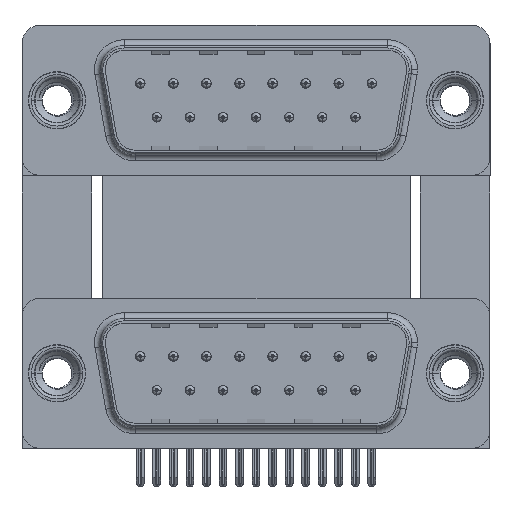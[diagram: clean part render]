
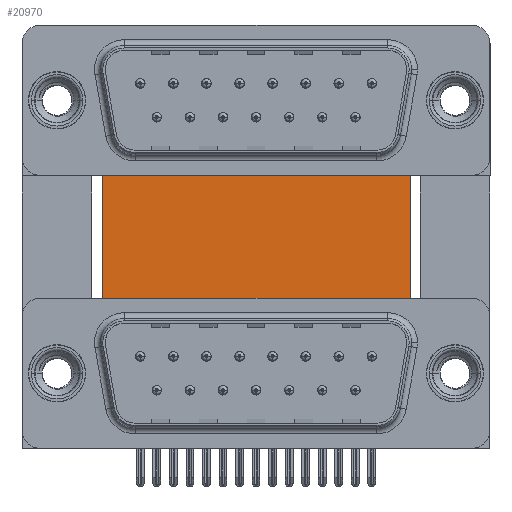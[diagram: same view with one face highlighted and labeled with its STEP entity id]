
A CAD part, top view. The second image highlights one B-rep face of the part: STEP entity #20970.
In plain terms, the highlighted planar face has unit normal (0, 0, 1).
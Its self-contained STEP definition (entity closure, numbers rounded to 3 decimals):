
#1389 = CARTESIAN_POINT ( 'NONE',  ( 3.79, -3.735, -12. ) ) ;
#2541 = ORIENTED_EDGE ( 'NONE', *, *, #10398, .T. ) ;
#2585 = CARTESIAN_POINT ( 'NONE',  ( 29.58, 16.585, -12. ) ) ;
#3413 = VECTOR ( 'NONE', #7734, 1000. ) ;
#3495 = DIRECTION ( 'NONE',  ( 0., 0., -1. ) ) ;
#5581 = ORIENTED_EDGE ( 'NONE', *, *, #33043, .F. ) ;
#5831 = LINE ( 'NONE', #28792, #3413 ) ;
#7226 = CARTESIAN_POINT ( 'NONE',  ( 29.58, -3.735, -12. ) ) ;
#7734 = DIRECTION ( 'NONE',  ( 1., 0., 0. ) ) ;
#9180 = VECTOR ( 'NONE', #9211, 1000. ) ;
#9211 = DIRECTION ( 'NONE',  ( 1., 0., 0. ) ) ;
#9494 = DIRECTION ( 'NONE',  ( 0., -1., 0. ) ) ;
#9545 = LINE ( 'NONE', #24782, #9180 ) ;
#10398 = EDGE_CURVE ( 'NONE', #10720, #22950, #12395, .T. ) ;
#10720 = VERTEX_POINT ( 'NONE', #11175 ) ;
#11175 = CARTESIAN_POINT ( 'NONE',  ( 3.79, 16.585, -12. ) ) ;
#11365 = EDGE_LOOP ( 'NONE', ( #27737, #5581, #11927, #2541 ) ) ;
#11694 = VERTEX_POINT ( 'NONE', #7226 ) ;
#11927 = ORIENTED_EDGE ( 'NONE', *, *, #20451, .F. ) ;
#12078 = DIRECTION ( 'NONE',  ( -1., 0., 0. ) ) ;
#12395 = LINE ( 'NONE', #12737, #33641 ) ;
#12737 = CARTESIAN_POINT ( 'NONE',  ( 3.79, 16.585, -12. ) ) ;
#13692 = LINE ( 'NONE', #19476, #19270 ) ;
#14151 = PLANE ( 'NONE',  #25065 ) ;
#14194 = DIRECTION ( 'NONE',  ( 0., -1., 0. ) ) ;
#19270 = VECTOR ( 'NONE', #14194, 1000. ) ;
#19429 = CARTESIAN_POINT ( 'NONE',  ( 3.79, 16.585, -12. ) ) ;
#19476 = CARTESIAN_POINT ( 'NONE',  ( 29.58, 16.585, -12. ) ) ;
#20451 = EDGE_CURVE ( 'NONE', #10720, #24573, #9545, .T. ) ;
#20970 = ADVANCED_FACE ( 'NONE', ( #29531 ), #14151, .F. ) ;
#22950 = VERTEX_POINT ( 'NONE', #1389 ) ;
#24573 = VERTEX_POINT ( 'NONE', #2585 ) ;
#24782 = CARTESIAN_POINT ( 'NONE',  ( 3.79, 16.585, -12. ) ) ;
#25065 = AXIS2_PLACEMENT_3D ( 'NONE', #19429, #3495, #12078 ) ;
#27737 = ORIENTED_EDGE ( 'NONE', *, *, #33762, .T. ) ;
#28792 = CARTESIAN_POINT ( 'NONE',  ( 3.79, -3.735, -12. ) ) ;
#29531 = FACE_OUTER_BOUND ( 'NONE', #11365, .T. ) ;
#33043 = EDGE_CURVE ( 'NONE', #24573, #11694, #13692, .T. ) ;
#33641 = VECTOR ( 'NONE', #9494, 1000. ) ;
#33762 = EDGE_CURVE ( 'NONE', #22950, #11694, #5831, .T. ) ;
